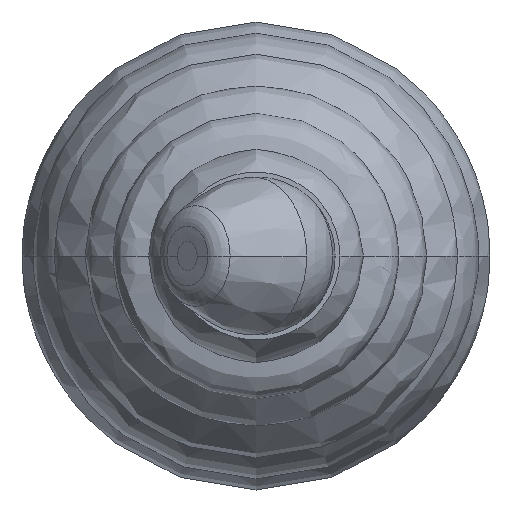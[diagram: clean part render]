
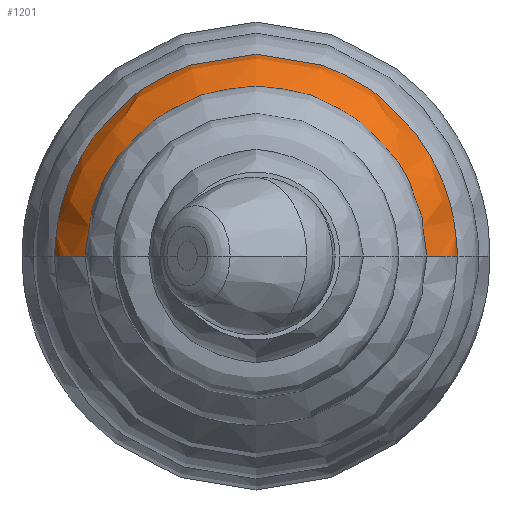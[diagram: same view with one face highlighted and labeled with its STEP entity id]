
A CAD part, left-side view. The second image highlights one B-rep face of the part: STEP entity #1201.
In plain terms, the highlighted free-form (B-spline) face has degree [3, 3] with [7, 4] control points.
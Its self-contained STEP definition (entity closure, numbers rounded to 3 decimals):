
#9 = CARTESIAN_POINT ( 'NONE',  ( -25.252, 14.697, 0. ) ) ;
#31 = DIRECTION ( 'NONE',  ( -1., 0., 0. ) ) ;
#86 = CARTESIAN_POINT ( 'NONE',  ( -26., -13.904, 0. ) ) ;
#143 = CARTESIAN_POINT ( 'NONE',  ( -25.252, 14.697, 29.393 ) ) ;
#154 = CARTESIAN_POINT ( 'NONE',  ( -20.365, 16.382, 0. ) ) ;
#172 = CARTESIAN_POINT ( 'NONE',  ( -19., 14.781, 0. ) ) ;
#247 = CARTESIAN_POINT ( 'NONE',  ( -26., 13.904, 0. ) ) ;
#290 = EDGE_CURVE ( 'NONE', #379, #327, #810, .T. ) ;
#320 = CARTESIAN_POINT ( 'NONE',  ( -24.203, -16.192, 0. ) ) ;
#325 = CARTESIAN_POINT ( 'NONE',  ( -19.344, -15.543, 31.085 ) ) ;
#327 = VERTEX_POINT ( 'NONE', #247 ) ;
#379 = VERTEX_POINT ( 'NONE', #86 ) ;
#398 = B_SPLINE_CURVE_WITH_KNOTS ( 'NONE', 3,
 ( #993, #9, #1527, #507, #1695, #669, #1866 ),
 .UNSPECIFIED., .F., .F.,
 ( 4, 1, 1, 1, 4 ),
 ( 0., 0.397, 0.575, 0.715, 1. ),
 .UNSPECIFIED. ) ;
#474 = CARTESIAN_POINT ( 'NONE',  ( -24.203, 16.192, 32.384 ) ) ;
#478 = ORIENTED_EDGE ( 'NONE', *, *, #290, .F. ) ;
#483 = CARTESIAN_POINT ( 'NONE',  ( -19.344, 15.543, 0. ) ) ;
#490 = ORIENTED_EDGE ( 'NONE', *, *, #2058, .F. ) ;
#507 = CARTESIAN_POINT ( 'NONE',  ( -22.11, 16.67, 0. ) ) ;
#569 = DIRECTION ( 'NONE',  ( 0., -1., 0. ) ) ;
#634 = CARTESIAN_POINT ( 'NONE',  ( -26., -13.904, 0. ) ) ;
#643 = CARTESIAN_POINT ( 'NONE',  ( -22.11, -16.67, 0. ) ) ;
#648 = CARTESIAN_POINT ( 'NONE',  ( -19., -14.781, 29.563 ) ) ;
#669 = CARTESIAN_POINT ( 'NONE',  ( -19.344, 15.543, 0. ) ) ;
#732 = CARTESIAN_POINT ( 'NONE',  ( -26., 0., 0. ) ) ;
#751 = CARTESIAN_POINT ( 'NONE',  ( -22.11, -16.67, 0. ) ) ;
#798 = CARTESIAN_POINT ( 'NONE',  ( -22.11, 16.67, 33.34 ) ) ;
#805 = CARTESIAN_POINT ( 'NONE',  ( -19., 14.781, 0. ) ) ;
#810 = CIRCLE ( 'NONE', #2154, 13.904 ) ;
#817 = VERTEX_POINT ( 'NONE', #922 ) ;
#905 = CARTESIAN_POINT ( 'NONE',  ( -26., -13.904, 0. ) ) ;
#915 = CARTESIAN_POINT ( 'NONE',  ( -19.344, -15.543, 0. ) ) ;
#922 = CARTESIAN_POINT ( 'NONE',  ( -19., -14.781, 0. ) ) ;
#955 = CARTESIAN_POINT ( 'NONE',  ( -26., 13.904, 0. ) ) ;
#965 = CARTESIAN_POINT ( 'NONE',  ( -20.365, -16.382, 0. ) ) ;
#993 = CARTESIAN_POINT ( 'NONE',  ( -26., 13.904, 0. ) ) ;
#1017 = CARTESIAN_POINT ( 'NONE',  ( -19., 0., 0. ) ) ;
#1132 = CARTESIAN_POINT ( 'NONE',  ( -25.252, -14.697, 29.393 ) ) ;
#1138 = CARTESIAN_POINT ( 'NONE',  ( -20.365, 16.382, 32.765 ) ) ;
#1149 = B_SPLINE_CURVE_WITH_KNOTS ( 'NONE', 3,
 ( #905, #1439, #1782, #751, #1947, #915, #2109 ),
 .UNSPECIFIED., .F., .F.,
 ( 4, 1, 1, 1, 4 ),
 ( 0., 0.397, 0.575, 0.715, 1. ),
 .UNSPECIFIED. ) ;
#1150 = EDGE_CURVE ( 'NONE', #379, #817, #1149, .T. ) ;
#1189 = DIRECTION ( 'NONE',  ( 0., -1., 0. ) ) ;
#1201 = ADVANCED_FACE ( 'NONE', ( #2172 ), #1806, .T. ) ;
#1308 = CARTESIAN_POINT ( 'NONE',  ( -25.252, 14.697, 0. ) ) ;
#1316 = CARTESIAN_POINT ( 'NONE',  ( -19.344, -15.543, 0. ) ) ;
#1439 = CARTESIAN_POINT ( 'NONE',  ( -25.252, -14.697, 0. ) ) ;
#1456 = ORIENTED_EDGE ( 'NONE', *, *, #1645, .T. ) ;
#1484 = CARTESIAN_POINT ( 'NONE',  ( -26., -13.904, 27.807 ) ) ;
#1494 = CARTESIAN_POINT ( 'NONE',  ( -24.203, -16.192, 32.384 ) ) ;
#1500 = CARTESIAN_POINT ( 'NONE',  ( -19.344, 15.543, 31.085 ) ) ;
#1507 = ORIENTED_EDGE ( 'NONE', *, *, #1150, .T. ) ;
#1527 = CARTESIAN_POINT ( 'NONE',  ( -24.203, 16.192, 0. ) ) ;
#1645 = EDGE_CURVE ( 'NONE', #817, #2061, #1761, .T. ) ;
#1662 = CARTESIAN_POINT ( 'NONE',  ( -24.203, 16.192, 0. ) ) ;
#1669 = CARTESIAN_POINT ( 'NONE',  ( -19., -14.781, 0. ) ) ;
#1695 = CARTESIAN_POINT ( 'NONE',  ( -20.365, 16.382, 0. ) ) ;
#1757 = DIRECTION ( 'NONE',  ( -1., 0., 0. ) ) ;
#1761 = CIRCLE ( 'NONE', #1957, 14.781 ) ;
#1782 = CARTESIAN_POINT ( 'NONE',  ( -24.203, -16.192, 0. ) ) ;
#1806 =( BOUNDED_SURFACE ( )  B_SPLINE_SURFACE ( 3, 3, ( 
 ( #634, #1484, #1989, #955 ),
 ( #2151, #1132, #143, #1308 ),
 ( #320, #1494, #474, #1662 ),
 ( #643, #1831, #798, #1993 ),
 ( #965, #2158, #1138, #154 ),
 ( #1316, #325, #1500, #483 ),
 ( #1669, #648, #1837, #805 ) ),
 .UNSPECIFIED., .F., .F., .T. ) 
 B_SPLINE_SURFACE_WITH_KNOTS ( ( 4, 1, 1, 1, 4 ),
 ( 4, 4 ),
 ( 0., 0.397, 0.575, 0.715, 1. ),
 ( 0., 1. ),
 .UNSPECIFIED. ) 
 GEOMETRIC_REPRESENTATION_ITEM ( )  RATIONAL_B_SPLINE_SURFACE ( (
 ( 1., 0.333, 0.333, 1.),
 ( 1., 0.333, 0.333, 1.),
 ( 1., 0.333, 0.333, 1.),
 ( 1., 0.333, 0.333, 1.),
 ( 1., 0.333, 0.333, 1.),
 ( 1., 0.333, 0.333, 1.),
 ( 1., 0.333, 0.333, 1.) ) ) 
 REPRESENTATION_ITEM ( '' )  SURFACE ( )  );
#1831 = CARTESIAN_POINT ( 'NONE',  ( -22.11, -16.67, 33.34 ) ) ;
#1837 = CARTESIAN_POINT ( 'NONE',  ( -19., 14.781, 29.563 ) ) ;
#1862 = EDGE_LOOP ( 'NONE', ( #478, #1507, #1456, #490 ) ) ;
#1866 = CARTESIAN_POINT ( 'NONE',  ( -19., 14.781, 0. ) ) ;
#1947 = CARTESIAN_POINT ( 'NONE',  ( -20.365, -16.382, 0. ) ) ;
#1957 = AXIS2_PLACEMENT_3D ( 'NONE', #1017, #31, #1189 ) ;
#1989 = CARTESIAN_POINT ( 'NONE',  ( -26., 13.904, 27.807 ) ) ;
#1993 = CARTESIAN_POINT ( 'NONE',  ( -22.11, 16.67, 0. ) ) ;
#2058 = EDGE_CURVE ( 'NONE', #327, #2061, #398, .T. ) ;
#2061 = VERTEX_POINT ( 'NONE', #172 ) ;
#2109 = CARTESIAN_POINT ( 'NONE',  ( -19., -14.781, 0. ) ) ;
#2151 = CARTESIAN_POINT ( 'NONE',  ( -25.252, -14.697, 0. ) ) ;
#2154 = AXIS2_PLACEMENT_3D ( 'NONE', #732, #1757, #569 ) ;
#2158 = CARTESIAN_POINT ( 'NONE',  ( -20.365, -16.382, 32.765 ) ) ;
#2172 = FACE_OUTER_BOUND ( 'NONE', #1862, .T. ) ;
